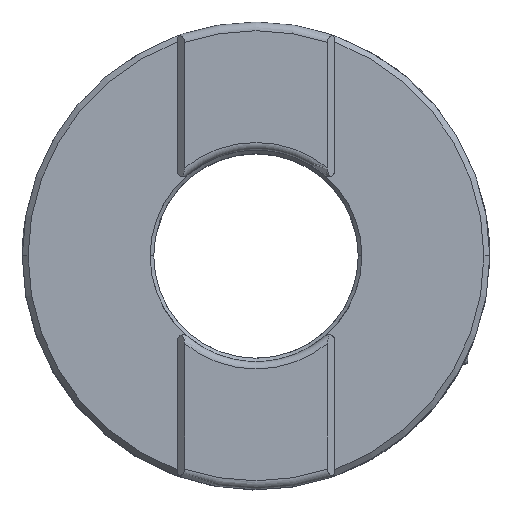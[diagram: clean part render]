
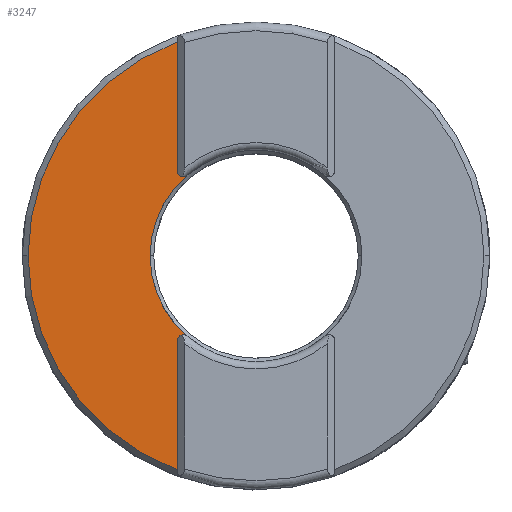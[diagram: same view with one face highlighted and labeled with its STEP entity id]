
A CAD part, top view. The second image highlights one B-rep face of the part: STEP entity #3247.
In plain terms, the highlighted planar face has unit normal (0, 0, 1).
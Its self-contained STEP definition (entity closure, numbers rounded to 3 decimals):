
#67 = AXIS2_PLACEMENT_3D ( 'NONE', #957, #1221, #1204 ) ;
#75 = CARTESIAN_POINT ( 'NONE',  ( -4.985, -5.803, 14.4 ) ) ;
#90 = DIRECTION ( 'NONE',  ( 0., 0., -1. ) ) ;
#188 = AXIS2_PLACEMENT_3D ( 'NONE', #3300, #1149, #3026 ) ;
#222 = VERTEX_POINT ( 'NONE', #3111 ) ;
#278 = ORIENTED_EDGE ( 'NONE', *, *, #1304, .T. ) ;
#293 = CARTESIAN_POINT ( 'NONE',  ( -4.724, 5.499, 14.4 ) ) ;
#328 = VERTEX_POINT ( 'NONE', #293 ) ;
#362 = CIRCLE ( 'NONE', #2335, 0.4 ) ;
#413 = DIRECTION ( 'NONE',  ( 1., 0., 0. ) ) ;
#419 = EDGE_CURVE ( 'NONE', #2929, #222, #2770, .T. ) ;
#438 = FACE_OUTER_BOUND ( 'NONE', #2609, .T. ) ;
#468 = VECTOR ( 'NONE', #1102, 1000. ) ;
#625 = DIRECTION ( 'NONE',  ( 1., 0., 0. ) ) ;
#640 = ORIENTED_EDGE ( 'NONE', *, *, #2053, .F. ) ;
#659 = ORIENTED_EDGE ( 'NONE', *, *, #2326, .T. ) ;
#673 = CARTESIAN_POINT ( 'NONE',  ( -5.385, 14.641, 14.4 ) ) ;
#822 = LINE ( 'NONE', #1339, #2270 ) ;
#909 = AXIS2_PLACEMENT_3D ( 'NONE', #2497, #3376, #625 ) ;
#957 = CARTESIAN_POINT ( 'NONE',  ( 0., 0., 14.4 ) ) ;
#1030 = LINE ( 'NONE', #2956, #468 ) ;
#1082 = ORIENTED_EDGE ( 'NONE', *, *, #2307, .T. ) ;
#1093 = CIRCLE ( 'NONE', #188, 7.25 ) ;
#1102 = DIRECTION ( 'NONE',  ( 0., 1., 0. ) ) ;
#1149 = DIRECTION ( 'NONE',  ( 0., 0., -1. ) ) ;
#1194 = DIRECTION ( 'NONE',  ( 0., 0., -1. ) ) ;
#1204 = DIRECTION ( 'NONE',  ( 1., 0., 0. ) ) ;
#1208 = CARTESIAN_POINT ( 'NONE',  ( 0., 0., 14.4 ) ) ;
#1221 = DIRECTION ( 'NONE',  ( 0., 0., 1. ) ) ;
#1224 = DIRECTION ( 'NONE',  ( 0., 0., -1. ) ) ;
#1304 = EDGE_CURVE ( 'NONE', #2829, #1995, #822, .T. ) ;
#1339 = CARTESIAN_POINT ( 'NONE',  ( -5.385, 15.067, 14.4 ) ) ;
#1533 = ORIENTED_EDGE ( 'NONE', *, *, #419, .F. ) ;
#1543 = VERTEX_POINT ( 'NONE', #3138 ) ;
#1554 = PLANE ( 'NONE',  #67 ) ;
#1625 = VERTEX_POINT ( 'NONE', #2086 ) ;
#1649 = DIRECTION ( 'NONE',  ( 0., 1., 0. ) ) ;
#1677 = CARTESIAN_POINT ( 'NONE',  ( -5.385, 5.803, 14.4 ) ) ;
#1696 = EDGE_CURVE ( 'NONE', #2929, #1625, #1030, .T. ) ;
#1995 = VERTEX_POINT ( 'NONE', #673 ) ;
#2052 = CARTESIAN_POINT ( 'NONE',  ( -4.985, 5.803, 14.4 ) ) ;
#2053 = EDGE_CURVE ( 'NONE', #222, #1995, #3244, .T. ) ;
#2067 = DIRECTION ( 'NONE',  ( 1., 0., 0. ) ) ;
#2086 = CARTESIAN_POINT ( 'NONE',  ( -5.385, -5.803, 14.4 ) ) ;
#2205 = AXIS2_PLACEMENT_3D ( 'NONE', #2052, #3422, #2067 ) ;
#2270 = VECTOR ( 'NONE', #1649, 1000. ) ;
#2307 = EDGE_CURVE ( 'NONE', #1625, #1543, #362, .T. ) ;
#2316 = AXIS2_PLACEMENT_3D ( 'NONE', #2816, #1194, #2318 ) ;
#2318 = DIRECTION ( 'NONE',  ( 1., 0., 0. ) ) ;
#2326 = EDGE_CURVE ( 'NONE', #1543, #3193, #1093, .T. ) ;
#2334 = CARTESIAN_POINT ( 'NONE',  ( -5.385, -14.641, 14.4 ) ) ;
#2335 = AXIS2_PLACEMENT_3D ( 'NONE', #75, #90, #3353 ) ;
#2489 = CIRCLE ( 'NONE', #909, 7.25 ) ;
#2497 = CARTESIAN_POINT ( 'NONE',  ( 0., 0., 14.4 ) ) ;
#2556 = CARTESIAN_POINT ( 'NONE',  ( -7.25, 0., 14.4 ) ) ;
#2609 = EDGE_LOOP ( 'NONE', ( #3459, #1082, #659, #3201, #3324, #278, #640, #1533 ) ) ;
#2646 = CIRCLE ( 'NONE', #2205, 0.4 ) ;
#2770 = CIRCLE ( 'NONE', #2316, 15.6 ) ;
#2790 = EDGE_CURVE ( 'NONE', #3193, #328, #2489, .T. ) ;
#2816 = CARTESIAN_POINT ( 'NONE',  ( 0., 0., 14.4 ) ) ;
#2829 = VERTEX_POINT ( 'NONE', #1677 ) ;
#2929 = VERTEX_POINT ( 'NONE', #2334 ) ;
#2932 = EDGE_CURVE ( 'NONE', #328, #2829, #2646, .T. ) ;
#2952 = AXIS2_PLACEMENT_3D ( 'NONE', #1208, #1224, #413 ) ;
#2956 = CARTESIAN_POINT ( 'NONE',  ( -5.385, 15.067, 14.4 ) ) ;
#3026 = DIRECTION ( 'NONE',  ( 1., 0., 0. ) ) ;
#3111 = CARTESIAN_POINT ( 'NONE',  ( -15.6, 0., 14.4 ) ) ;
#3138 = CARTESIAN_POINT ( 'NONE',  ( -4.724, -5.499, 14.4 ) ) ;
#3193 = VERTEX_POINT ( 'NONE', #2556 ) ;
#3201 = ORIENTED_EDGE ( 'NONE', *, *, #2790, .T. ) ;
#3244 = CIRCLE ( 'NONE', #2952, 15.6 ) ;
#3247 = ADVANCED_FACE ( 'NONE', ( #438 ), #1554, .T. ) ;
#3300 = CARTESIAN_POINT ( 'NONE',  ( 0., 0., 14.4 ) ) ;
#3324 = ORIENTED_EDGE ( 'NONE', *, *, #2932, .T. ) ;
#3353 = DIRECTION ( 'NONE',  ( 1., 0., 0. ) ) ;
#3376 = DIRECTION ( 'NONE',  ( 0., 0., -1. ) ) ;
#3422 = DIRECTION ( 'NONE',  ( 0., 0., -1. ) ) ;
#3459 = ORIENTED_EDGE ( 'NONE', *, *, #1696, .T. ) ;
